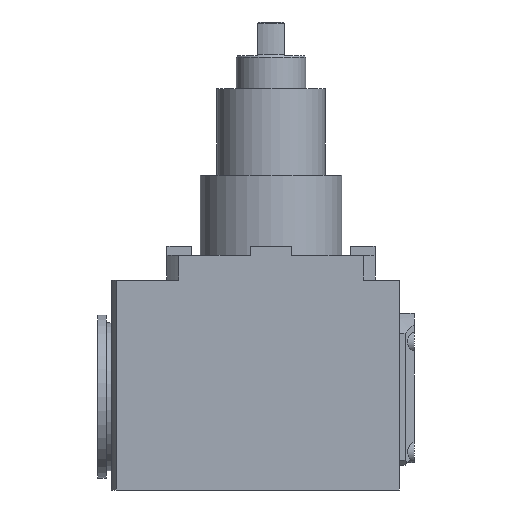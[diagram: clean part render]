
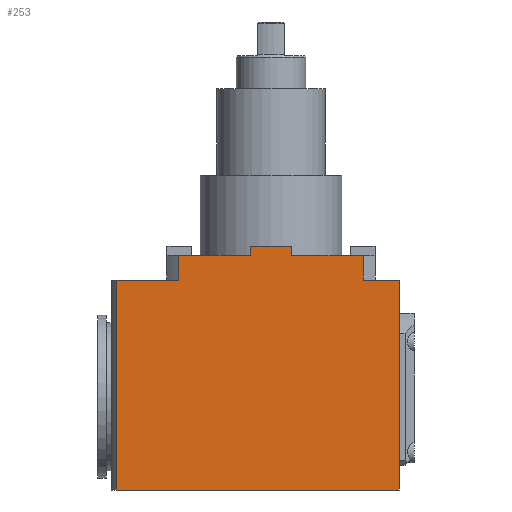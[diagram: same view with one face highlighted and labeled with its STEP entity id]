
A CAD part, front view. The second image highlights one B-rep face of the part: STEP entity #253.
In plain terms, the highlighted planar face has unit normal (0, -1, 0).
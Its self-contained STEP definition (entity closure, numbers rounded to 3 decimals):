
#253=ADVANCED_FACE('',(#371),#308,.F.);
#308=PLANE('',#1653);
#371=FACE_OUTER_BOUND('',#472,.T.);
#472=EDGE_LOOP('',(#796,#797,#798,#799,#800,#801,#802,#803,#804,#805,#806,
#807));
#796=ORIENTED_EDGE('',*,*,#1229,.F.);
#797=ORIENTED_EDGE('',*,*,#1216,.F.);
#798=ORIENTED_EDGE('',*,*,#1230,.F.);
#799=ORIENTED_EDGE('',*,*,#1223,.T.);
#800=ORIENTED_EDGE('',*,*,#1231,.F.);
#801=ORIENTED_EDGE('',*,*,#1103,.F.);
#802=ORIENTED_EDGE('',*,*,#1232,.F.);
#803=ORIENTED_EDGE('',*,*,#1218,.T.);
#804=ORIENTED_EDGE('',*,*,#1233,.F.);
#805=ORIENTED_EDGE('',*,*,#1136,.F.);
#806=ORIENTED_EDGE('',*,*,#1132,.F.);
#807=ORIENTED_EDGE('',*,*,#1138,.T.);
#946=VERTEX_POINT('',#2277);
#949=VERTEX_POINT('',#2282);
#970=VERTEX_POINT('',#2345);
#971=VERTEX_POINT('',#2347);
#972=VERTEX_POINT('',#2351);
#975=VERTEX_POINT('',#2358);
#1032=VERTEX_POINT('',#2635);
#1035=VERTEX_POINT('',#2640);
#1037=VERTEX_POINT('',#2645);
#1038=VERTEX_POINT('',#2647);
#1042=VERTEX_POINT('',#2656);
#1043=VERTEX_POINT('',#2658);
#1103=EDGE_CURVE('',#949,#946,#1277,.T.);
#1132=EDGE_CURVE('',#970,#971,#1304,.T.);
#1136=EDGE_CURVE('',#971,#972,#1308,.T.);
#1138=EDGE_CURVE('',#970,#975,#1310,.T.);
#1216=EDGE_CURVE('',#1035,#1032,#1341,.T.);
#1218=EDGE_CURVE('',#1038,#1037,#1342,.T.);
#1223=EDGE_CURVE('',#1043,#1042,#1345,.T.);
#1229=EDGE_CURVE('',#1032,#975,#1348,.T.);
#1230=EDGE_CURVE('',#1043,#1035,#1349,.T.);
#1231=EDGE_CURVE('',#946,#1042,#1350,.T.);
#1232=EDGE_CURVE('',#1038,#949,#1351,.T.);
#1233=EDGE_CURVE('',#972,#1037,#1352,.T.);
#1277=LINE('',#2283,#1396);
#1304=LINE('',#2346,#1423);
#1308=LINE('',#2354,#1427);
#1310=LINE('',#2359,#1429);
#1341=LINE('',#2641,#1460);
#1342=LINE('',#2646,#1461);
#1345=LINE('',#2657,#1464);
#1348=LINE('',#2670,#1467);
#1349=LINE('',#2671,#1468);
#1350=LINE('',#2672,#1469);
#1351=LINE('',#2673,#1470);
#1352=LINE('',#2674,#1471);
#1396=VECTOR('',#1790,1.);
#1423=VECTOR('',#1847,1.);
#1427=VECTOR('',#1853,1.);
#1429=VECTOR('',#1857,1.);
#1460=VECTOR('',#2030,1.);
#1461=VECTOR('',#2035,1.);
#1464=VECTOR('',#2044,1.);
#1467=VECTOR('',#2057,1.);
#1468=VECTOR('',#2058,1.);
#1469=VECTOR('',#2059,1.);
#1470=VECTOR('',#2060,1.);
#1471=VECTOR('',#2061,1.);
#1653=AXIS2_PLACEMENT_3D('',#2675,#2062,#2063);
#1790=DIRECTION('',(0.,0.,-1.));
#1847=DIRECTION('',(1.,0.,0.));
#1853=DIRECTION('',(0.,0.,-1.));
#1857=DIRECTION('',(0.,0.,-1.));
#2030=DIRECTION('',(0.,0.,1.));
#2035=DIRECTION('',(0.,0.,1.));
#2044=DIRECTION('',(0.,0.,-1.));
#2057=DIRECTION('',(1.,0.,0.));
#2058=DIRECTION('',(1.,0.,0.));
#2059=DIRECTION('',(-1.,0.,0.));
#2060=DIRECTION('',(1.,0.,0.));
#2061=DIRECTION('',(1.,0.,0.));
#2062=DIRECTION('',(0.,1.,0.));
#2063=DIRECTION('',(0.,0.,1.));
#2277=CARTESIAN_POINT('',(77.,-62.5,-141.));
#2282=CARTESIAN_POINT('',(77.,-62.5,-15.002));
#2283=CARTESIAN_POINT('',(77.,-62.5,-141.));
#2345=CARTESIAN_POINT('',(-12.5,-62.5,5.5));
#2346=CARTESIAN_POINT('',(-12.5,-62.5,5.5));
#2347=CARTESIAN_POINT('',(12.483,-62.5,5.5));
#2351=CARTESIAN_POINT('',(12.483,-62.5,0.));
#2354=CARTESIAN_POINT('',(12.483,-62.5,5.5));
#2358=CARTESIAN_POINT('',(-12.5,-62.5,0.));
#2359=CARTESIAN_POINT('',(-12.5,-62.5,5.5));
#2635=CARTESIAN_POINT('',(-55.371,-62.5,0.));
#2640=CARTESIAN_POINT('',(-55.371,-62.5,-15.002));
#2641=CARTESIAN_POINT('',(-55.371,-62.5,-15.002));
#2645=CARTESIAN_POINT('',(55.371,-62.5,0.));
#2646=CARTESIAN_POINT('',(55.371,-62.5,-15.002));
#2647=CARTESIAN_POINT('',(55.371,-62.5,-15.002));
#2656=CARTESIAN_POINT('',(-92.939,-62.5,-141.));
#2657=CARTESIAN_POINT('',(-92.939,-62.5,-15.002));
#2658=CARTESIAN_POINT('',(-92.939,-62.5,-15.002));
#2670=CARTESIAN_POINT('',(62.5,-62.5,0.));
#2671=CARTESIAN_POINT('',(-96.,-62.5,-15.002));
#2672=CARTESIAN_POINT('',(77.,-62.5,-141.));
#2673=CARTESIAN_POINT('',(62.5,-62.5,-15.002));
#2674=CARTESIAN_POINT('',(62.5,-62.5,0.));
#2675=CARTESIAN_POINT('',(-96.,-62.5,-15.002));
